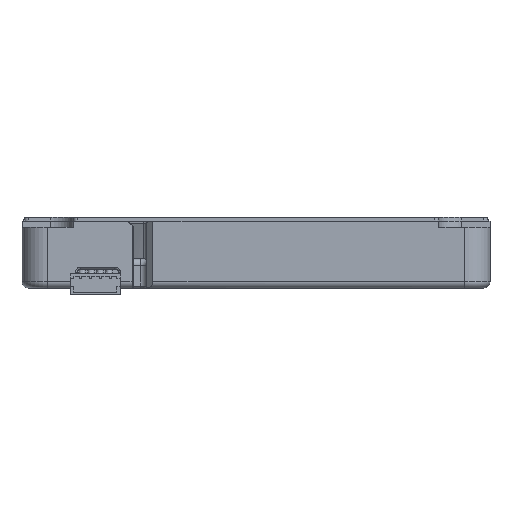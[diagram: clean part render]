
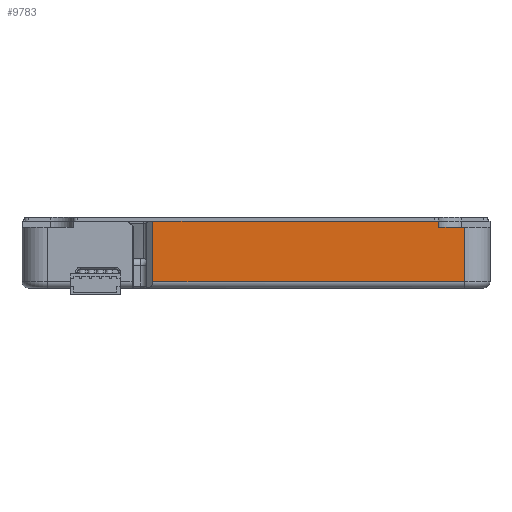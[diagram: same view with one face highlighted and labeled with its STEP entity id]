
A CAD part, front view. The second image highlights one B-rep face of the part: STEP entity #9783.
In plain terms, the highlighted planar face has unit normal (0, -1, 0).
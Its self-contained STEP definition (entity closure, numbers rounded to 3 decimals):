
#729 = EDGE_LOOP ( 'NONE', ( #15939, #5498, #14870, #4479, #5244, #5873 ) ) ;
#1008 = EDGE_CURVE ( 'NONE', #11035, #1501, #12037, .T. ) ;
#1020 = VERTEX_POINT ( 'NONE', #17390 ) ;
#1206 = PLANE ( 'NONE',  #18113 ) ;
#1294 = LINE ( 'NONE', #13407, #23018 ) ;
#1501 = VERTEX_POINT ( 'NONE', #20074 ) ;
#3149 = VERTEX_POINT ( 'NONE', #13323 ) ;
#4141 = CARTESIAN_POINT ( 'NONE',  ( 10.497, -27.874, 0.656 ) ) ;
#4479 = ORIENTED_EDGE ( 'NONE', *, *, #5539, .T. ) ;
#4597 = DIRECTION ( 'NONE',  ( 1., 0., 0. ) ) ;
#4919 = CARTESIAN_POINT ( 'NONE',  ( -14.775, -27.874, -3.77 ) ) ;
#5244 = ORIENTED_EDGE ( 'NONE', *, *, #15673, .F. ) ;
#5410 = CARTESIAN_POINT ( 'NONE',  ( 10.997, -27.874, -3.644 ) ) ;
#5498 = ORIENTED_EDGE ( 'NONE', *, *, #12512, .F. ) ;
#5539 = EDGE_CURVE ( 'NONE', #6071, #9458, #9207, .T. ) ;
#5873 = ORIENTED_EDGE ( 'NONE', *, *, #1008, .F. ) ;
#6071 = VERTEX_POINT ( 'NONE', #4141 ) ;
#6190 = VECTOR ( 'NONE', #9577, 1000. ) ;
#6838 = DIRECTION ( 'NONE',  ( 0., -1., 0. ) ) ;
#7100 = VECTOR ( 'NONE', #4597, 1000. ) ;
#7504 = CARTESIAN_POINT ( 'NONE',  ( -14.153, -27.874, 1.156 ) ) ;
#8721 = DIRECTION ( 'NONE',  ( 0., 0., -1. ) ) ;
#9207 = LINE ( 'NONE', #16440, #23718 ) ;
#9458 = VERTEX_POINT ( 'NONE', #11233 ) ;
#9577 = DIRECTION ( 'NONE',  ( 0., 0., -1. ) ) ;
#9783 = ADVANCED_FACE ( 'NONE', ( #19145 ), #1206, .T. ) ;
#10617 = DIRECTION ( 'NONE',  ( 0., 0., -1. ) ) ;
#11035 = VERTEX_POINT ( 'NONE', #7504 ) ;
#11160 = DIRECTION ( 'NONE',  ( -1., 0., 0. ) ) ;
#11233 = CARTESIAN_POINT ( 'NONE',  ( 8.447, -27.874, 0.656 ) ) ;
#11814 = VECTOR ( 'NONE', #10617, 1000. ) ;
#12037 = LINE ( 'NONE', #17464, #7100 ) ;
#12512 = EDGE_CURVE ( 'NONE', #3149, #1020, #16209, .T. ) ;
#13323 = CARTESIAN_POINT ( 'NONE',  ( 10.497, -27.874, -3.644 ) ) ;
#13407 = CARTESIAN_POINT ( 'NONE',  ( -14.153, -27.874, -4.144 ) ) ;
#14870 = ORIENTED_EDGE ( 'NONE', *, *, #22092, .F. ) ;
#15005 = CARTESIAN_POINT ( 'NONE',  ( 8.447, -27.874, -4.144 ) ) ;
#15673 = EDGE_CURVE ( 'NONE', #1501, #9458, #16332, .T. ) ;
#15939 = ORIENTED_EDGE ( 'NONE', *, *, #20639, .F. ) ;
#16209 = LINE ( 'NONE', #5410, #23457 ) ;
#16332 = LINE ( 'NONE', #15005, #6190 ) ;
#16440 = CARTESIAN_POINT ( 'NONE',  ( -25.703, -27.874, 0.656 ) ) ;
#16544 = CARTESIAN_POINT ( 'NONE',  ( 10.497, -27.874, 0.656 ) ) ;
#16764 = LINE ( 'NONE', #16544, #11814 ) ;
#17390 = CARTESIAN_POINT ( 'NONE',  ( -14.153, -27.874, -3.644 ) ) ;
#17464 = CARTESIAN_POINT ( 'NONE',  ( -25.703, -27.874, 1.156 ) ) ;
#18113 = AXIS2_PLACEMENT_3D ( 'NONE', #4919, #6838, #8721 ) ;
#19145 = FACE_OUTER_BOUND ( 'NONE', #729, .T. ) ;
#20074 = CARTESIAN_POINT ( 'NONE',  ( 8.447, -27.874, 1.156 ) ) ;
#20639 = EDGE_CURVE ( 'NONE', #1020, #11035, #1294, .T. ) ;
#22092 = EDGE_CURVE ( 'NONE', #6071, #3149, #16764, .T. ) ;
#22611 = DIRECTION ( 'NONE',  ( 0., 0., 1. ) ) ;
#23018 = VECTOR ( 'NONE', #22611, 1000. ) ;
#23457 = VECTOR ( 'NONE', #23883, 1000. ) ;
#23718 = VECTOR ( 'NONE', #11160, 1000. ) ;
#23883 = DIRECTION ( 'NONE',  ( -1., 0., 0. ) ) ;
